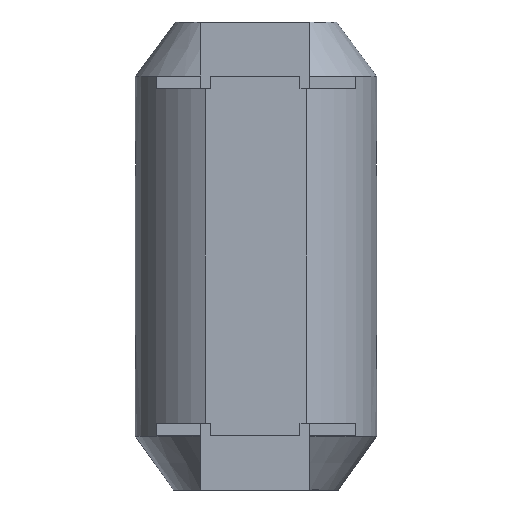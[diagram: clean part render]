
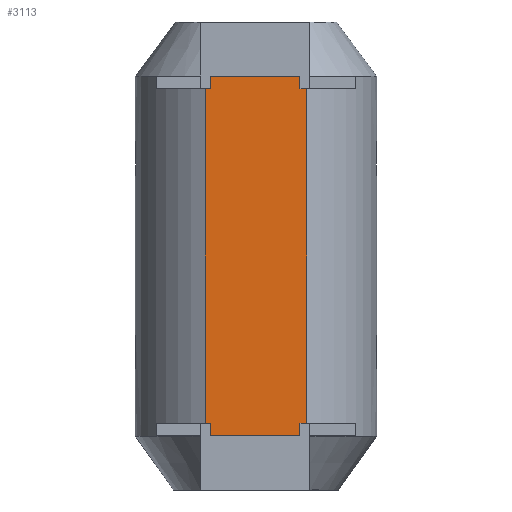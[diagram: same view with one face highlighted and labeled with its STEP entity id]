
A CAD part, front view. The second image highlights one B-rep face of the part: STEP entity #3113.
In plain terms, the highlighted planar face has unit normal (0, -1, 0).
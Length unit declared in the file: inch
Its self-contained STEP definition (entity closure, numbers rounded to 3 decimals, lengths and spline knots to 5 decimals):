
#27 = DIRECTION ( 'NONE',  ( -1., 0., 0. ) ) ;
#54 = DIRECTION ( 'NONE',  ( -1., 0., 0. ) ) ;
#127 = VERTEX_POINT ( 'NONE', #4593 ) ;
#132 = ORIENTED_EDGE ( 'NONE', *, *, #1741, .F. ) ;
#164 = VECTOR ( 'NONE', #4368, 39.37008 ) ;
#177 = DIRECTION ( 'NONE',  ( 1., 0., 0. ) ) ;
#201 = EDGE_CURVE ( 'NONE', #1810, #543, #2739, .T. ) ;
#309 = ORIENTED_EDGE ( 'NONE', *, *, #1501, .F. ) ;
#349 = ORIENTED_EDGE ( 'NONE', *, *, #2842, .F. ) ;
#453 = VERTEX_POINT ( 'NONE', #1147 ) ;
#543 = VERTEX_POINT ( 'NONE', #1997 ) ;
#549 = EDGE_CURVE ( 'NONE', #4291, #1810, #950, .T. ) ;
#575 = DIRECTION ( 'NONE',  ( 0., 0., -1. ) ) ;
#616 = LINE ( 'NONE', #1361, #4341 ) ;
#622 = EDGE_LOOP ( 'NONE', ( #3189, #4431, #726, #795, #3754, #132, #2540, #309, #1624, #3720, #2328, #349 ) ) ;
#726 = ORIENTED_EDGE ( 'NONE', *, *, #3916, .F. ) ;
#727 = CARTESIAN_POINT ( 'NONE',  ( -0.23998, -0.23228, -0.49606 ) ) ;
#742 = CARTESIAN_POINT ( 'NONE',  ( -0.10739, -0.23228, 0.35411 ) ) ;
#789 = DIRECTION ( 'NONE',  ( 1., 0., 0. ) ) ;
#795 = ORIENTED_EDGE ( 'NONE', *, *, #201, .F. ) ;
#950 = LINE ( 'NONE', #1337, #3305 ) ;
#1048 = CARTESIAN_POINT ( 'NONE',  ( -0.10739, -0.23228, 0.49606 ) ) ;
#1053 = VERTEX_POINT ( 'NONE', #2023 ) ;
#1079 = CARTESIAN_POINT ( 'NONE',  ( -0.25591, -0.23228, 0.35411 ) ) ;
#1085 = VECTOR ( 'NONE', #4741, 39.37008 ) ;
#1103 = LINE ( 'NONE', #1079, #2646 ) ;
#1147 = CARTESIAN_POINT ( 'NONE',  ( -0.09674, -0.23228, -0.35411 ) ) ;
#1182 = CARTESIAN_POINT ( 'NONE',  ( -0.09674, -0.23228, -0.38106 ) ) ;
#1195 = EDGE_CURVE ( 'NONE', #1053, #3127, #616, .T. ) ;
#1286 = VERTEX_POINT ( 'NONE', #3757 ) ;
#1337 = CARTESIAN_POINT ( 'NONE',  ( -0.25591, -0.23228, 0.35411 ) ) ;
#1349 = DIRECTION ( 'NONE',  ( 1., 0., 0. ) ) ;
#1361 = CARTESIAN_POINT ( 'NONE',  ( 0.09309, -0.23228, -0.45411 ) ) ;
#1375 = CARTESIAN_POINT ( 'NONE',  ( -0.09674, -0.23228, -0.45411 ) ) ;
#1384 = CARTESIAN_POINT ( 'NONE',  ( 0.09309, -0.23228, 0.35411 ) ) ;
#1475 = DIRECTION ( 'NONE',  ( 0., 0., -1. ) ) ;
#1501 = EDGE_CURVE ( 'NONE', #3855, #4459, #3289, .T. ) ;
#1546 = CARTESIAN_POINT ( 'NONE',  ( 0.09309, -0.23228, -0.38106 ) ) ;
#1624 = ORIENTED_EDGE ( 'NONE', *, *, #2071, .F. ) ;
#1683 = CARTESIAN_POINT ( 'NONE',  ( 0.10739, -0.23228, 0.49606 ) ) ;
#1741 = EDGE_CURVE ( 'NONE', #127, #4291, #2647, .T. ) ;
#1748 = CARTESIAN_POINT ( 'NONE',  ( -0.09674, -0.23228, 0.38106 ) ) ;
#1757 = VECTOR ( 'NONE', #1349, 39.37008 ) ;
#1774 = LINE ( 'NONE', #1048, #164 ) ;
#1810 = VERTEX_POINT ( 'NONE', #2423 ) ;
#1813 = DIRECTION ( 'NONE',  ( -1., 0., 0. ) ) ;
#1997 = CARTESIAN_POINT ( 'NONE',  ( 0.10739, -0.23228, -0.35411 ) ) ;
#2023 = CARTESIAN_POINT ( 'NONE',  ( 0.09309, -0.23228, -0.35411 ) ) ;
#2035 = LINE ( 'NONE', #2770, #1757 ) ;
#2071 = EDGE_CURVE ( 'NONE', #2134, #3855, #1103, .T. ) ;
#2134 = VERTEX_POINT ( 'NONE', #742 ) ;
#2178 = PLANE ( 'NONE',  #2935 ) ;
#2204 = DIRECTION ( 'NONE',  ( 0., 1., 0. ) ) ;
#2275 = VECTOR ( 'NONE', #27, 39.37008 ) ;
#2295 = CARTESIAN_POINT ( 'NONE',  ( -0.25591, -0.23228, -0.35411 ) ) ;
#2328 = ORIENTED_EDGE ( 'NONE', *, *, #2968, .F. ) ;
#2423 = CARTESIAN_POINT ( 'NONE',  ( 0.10739, -0.23228, 0.35411 ) ) ;
#2504 = CARTESIAN_POINT ( 'NONE',  ( -0.09674, -0.23228, 0.45411 ) ) ;
#2540 = ORIENTED_EDGE ( 'NONE', *, *, #3311, .F. ) ;
#2646 = VECTOR ( 'NONE', #789, 39.37008 ) ;
#2647 = LINE ( 'NONE', #3018, #3095 ) ;
#2739 = LINE ( 'NONE', #1683, #3371 ) ;
#2770 = CARTESIAN_POINT ( 'NONE',  ( -0.23998, -0.23228, 0.38106 ) ) ;
#2842 = EDGE_CURVE ( 'NONE', #3134, #453, #3891, .T. ) ;
#2852 = DIRECTION ( 'NONE',  ( 0., 0., -1. ) ) ;
#2856 = CARTESIAN_POINT ( 'NONE',  ( -0.09674, -0.23228, 0.35411 ) ) ;
#2868 = DIRECTION ( 'NONE',  ( 0., 0., 1. ) ) ;
#2935 = AXIS2_PLACEMENT_3D ( 'NONE', #727, #2204, #3698 ) ;
#2968 = EDGE_CURVE ( 'NONE', #453, #1286, #3281, .T. ) ;
#3018 = CARTESIAN_POINT ( 'NONE',  ( 0.09309, -0.23228, 0.45411 ) ) ;
#3095 = VECTOR ( 'NONE', #1475, 39.37008 ) ;
#3113 = ADVANCED_FACE ( 'NONE', ( #4404 ), #2178, .F. ) ;
#3127 = VERTEX_POINT ( 'NONE', #1546 ) ;
#3134 = VERTEX_POINT ( 'NONE', #1182 ) ;
#3189 = ORIENTED_EDGE ( 'NONE', *, *, #4628, .F. ) ;
#3281 = LINE ( 'NONE', #4763, #3299 ) ;
#3289 = LINE ( 'NONE', #2504, #1085 ) ;
#3299 = VECTOR ( 'NONE', #1813, 39.37008 ) ;
#3305 = VECTOR ( 'NONE', #177, 39.37008 ) ;
#3311 = EDGE_CURVE ( 'NONE', #4459, #127, #2035, .T. ) ;
#3371 = VECTOR ( 'NONE', #575, 39.37008 ) ;
#3698 = DIRECTION ( 'NONE',  ( 0., 0., 1. ) ) ;
#3720 = ORIENTED_EDGE ( 'NONE', *, *, #3797, .F. ) ;
#3754 = ORIENTED_EDGE ( 'NONE', *, *, #549, .F. ) ;
#3757 = CARTESIAN_POINT ( 'NONE',  ( -0.10739, -0.23228, -0.35411 ) ) ;
#3779 = LINE ( 'NONE', #4505, #2275 ) ;
#3797 = EDGE_CURVE ( 'NONE', #1286, #2134, #1774, .T. ) ;
#3855 = VERTEX_POINT ( 'NONE', #2856 ) ;
#3891 = LINE ( 'NONE', #1375, #4073 ) ;
#3916 = EDGE_CURVE ( 'NONE', #543, #1053, #4564, .T. ) ;
#3974 = VECTOR ( 'NONE', #54, 39.37008 ) ;
#4073 = VECTOR ( 'NONE', #2868, 39.37008 ) ;
#4291 = VERTEX_POINT ( 'NONE', #1384 ) ;
#4341 = VECTOR ( 'NONE', #2852, 39.37008 ) ;
#4368 = DIRECTION ( 'NONE',  ( 0., 0., 1. ) ) ;
#4404 = FACE_OUTER_BOUND ( 'NONE', #622, .T. ) ;
#4431 = ORIENTED_EDGE ( 'NONE', *, *, #1195, .F. ) ;
#4459 = VERTEX_POINT ( 'NONE', #1748 ) ;
#4505 = CARTESIAN_POINT ( 'NONE',  ( -0.23998, -0.23228, -0.38106 ) ) ;
#4564 = LINE ( 'NONE', #2295, #3974 ) ;
#4593 = CARTESIAN_POINT ( 'NONE',  ( 0.09309, -0.23228, 0.38106 ) ) ;
#4628 = EDGE_CURVE ( 'NONE', #3127, #3134, #3779, .T. ) ;
#4741 = DIRECTION ( 'NONE',  ( 0., 0., 1. ) ) ;
#4763 = CARTESIAN_POINT ( 'NONE',  ( -0.25591, -0.23228, -0.35411 ) ) ;
